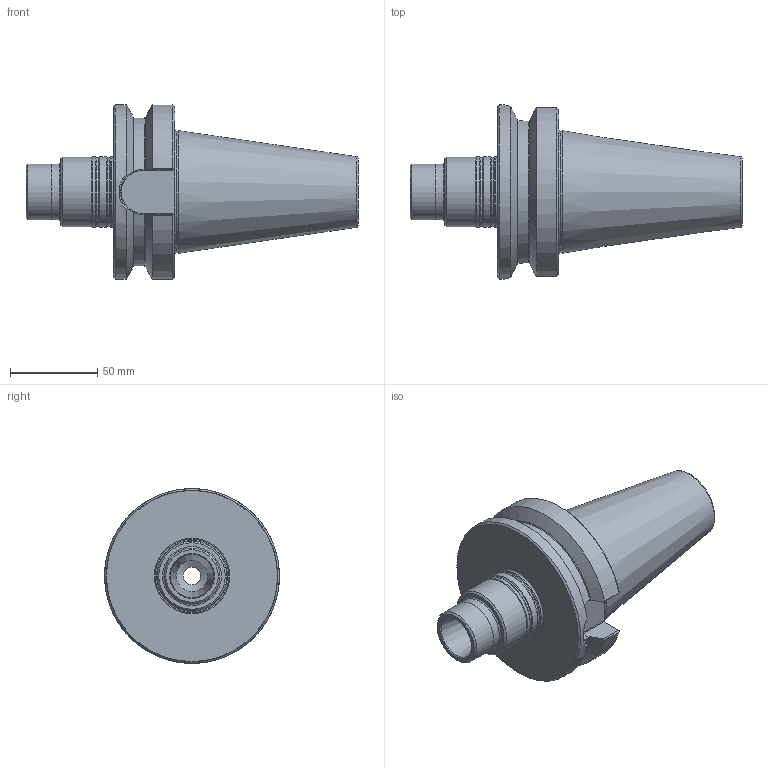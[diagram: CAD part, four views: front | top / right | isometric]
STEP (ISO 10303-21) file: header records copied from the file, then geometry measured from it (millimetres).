
FILE_DESCRIPTION(/* description */ (''),/* implementation_level */ '2;1');
FILE_NAME(/* name */ '415012550.stp',/* time_stamp */ '2021-04-28T09:08:20',/* author */ ('LRA'),/* organization */ ('REGO-FIX'),/* preprocessor_version */ ' Unknown',/* originating_system */ 'SIEMENS PLM Software Solid Edge ST10',/* authorization */ 'Unknown');
FILE_SCHEMA (('AUTOMOTIVE_DESIGN { 1 0 10303 214 2 1 1}'));
Length unit declared in the file: millimetre
Products named in the file (2): 0001490; 0000846
Assembly tree (1 placements, depth 2):
  0001490
    0000846
Bounding box: 189.8 x 100 x 100 mm (x, y, z)
Volume: 490252.5 mm3; surface area: 61048.9 mm2
Topology: 1 solids, 1 shells, 91 faces, 220 edges, 134 vertices
Faces by surface type: plane 29, cone 23, cylinder 22, torus 15, bspline 2
Full cylindrical faces by diameter (mm): 10.106 x1, 18 x1, 20.751 x1, 20.752 x1, 25 x1, 32 x2, 40 x1, 40.5 x3, 100 x1
Entity records: 3201 total; most frequent: CARTESIAN_POINT 624, DIRECTION 396, ORIENTED_EDGE 348, EDGE_CURVE 174, AXIS2_PLACEMENT_3D 170, EDGE_LOOP 134, FACE_BOUND 134, VERTEX_POINT 126
